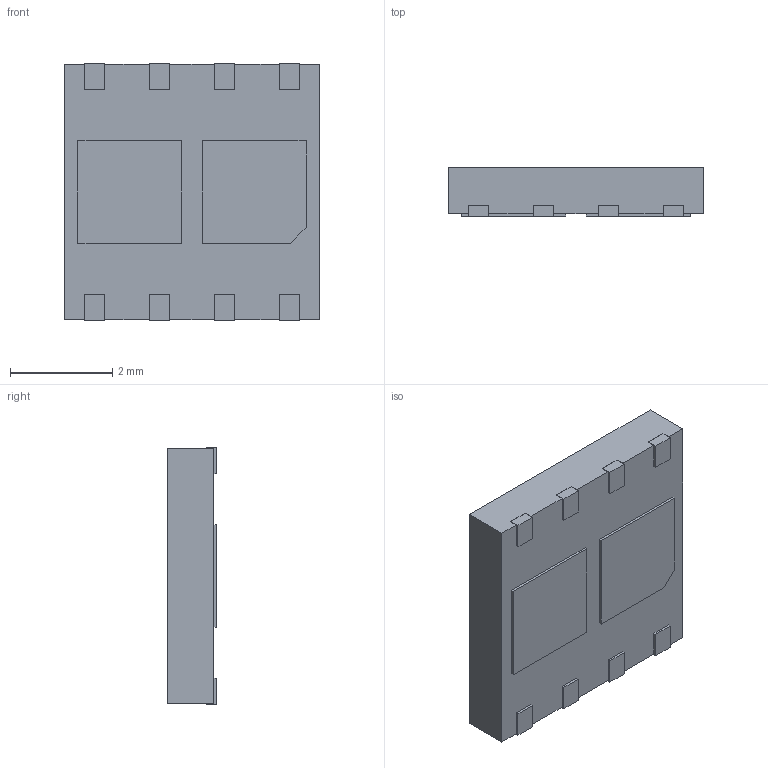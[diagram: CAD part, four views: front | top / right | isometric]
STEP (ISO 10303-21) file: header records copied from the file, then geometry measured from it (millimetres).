
FILE_DESCRIPTION (( 'STEP AP214' ), '1' );
FILE_NAME ('User Library-DFN 8lead 1.27.STEP', '2019-09-06T06:40:27', ( '' ), ( '' ), 'SwSTEP 2.0', 'SolidWorks 2019', '' );
FILE_SCHEMA (( 'AUTOMOTIVE_DESIGN' ));
Length unit declared in the file: millimetre
Products named in the file (1): User Library-DFN 8lead 1.27
Bounding box: 5 x 0.95 x 5.02 mm (x, y, z)
Volume: 23 mm3; surface area: 85.8 mm2
Topology: 3 solids, 3 shells, 67 faces, 183 edges, 122 vertices
Faces by surface type: plane 67
Entity records: 2195 total; most frequent: CARTESIAN_POINT 373, ORIENTED_EDGE 366, DIRECTION 319, LINE 183, VECTOR 183, EDGE_CURVE 183, VERTEX_POINT 122, AXIS2_PLACEMENT_3D 68
